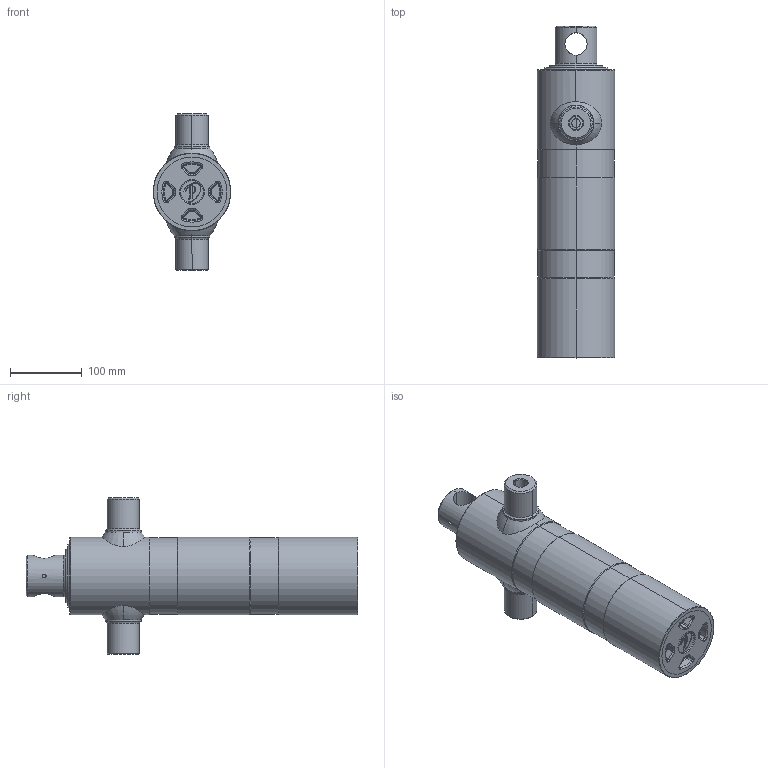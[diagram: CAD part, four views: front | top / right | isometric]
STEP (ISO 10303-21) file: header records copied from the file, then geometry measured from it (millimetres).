
FILE_DESCRIPTION (( 'STEP AP203' ), '1' );
FILE_NAME ('307.BGH.STEP', '2014-10-06T09:34:24', ( '' ), ( '' ), 'SwSTEP 2.0', 'SolidWorks 2013', '' );
FILE_SCHEMA (( 'CONFIG_CONTROL_DESIGN' ));
Length unit declared in the file: millimetre
Products named in the file (1): 307.BGH
Bounding box: 108 x 461 x 217 mm (x, y, z)
Surface area: 438287.5 mm2 (no closed solid volume)
Topology: 0 solids, 12 shells, 252 faces, 643 edges, 393 vertices
Faces by surface type: torus 76, cylinder 71, cone 66, plane 27, bspline 12
Entity records: 9535 total; most frequent: CARTESIAN_POINT 3354, DIRECTION 1436, ORIENTED_EDGE 1144, EDGE_CURVE 643, AXIS2_PLACEMENT_3D 619, VERTEX_POINT 393, CIRCLE 378, EDGE_LOOP 266
